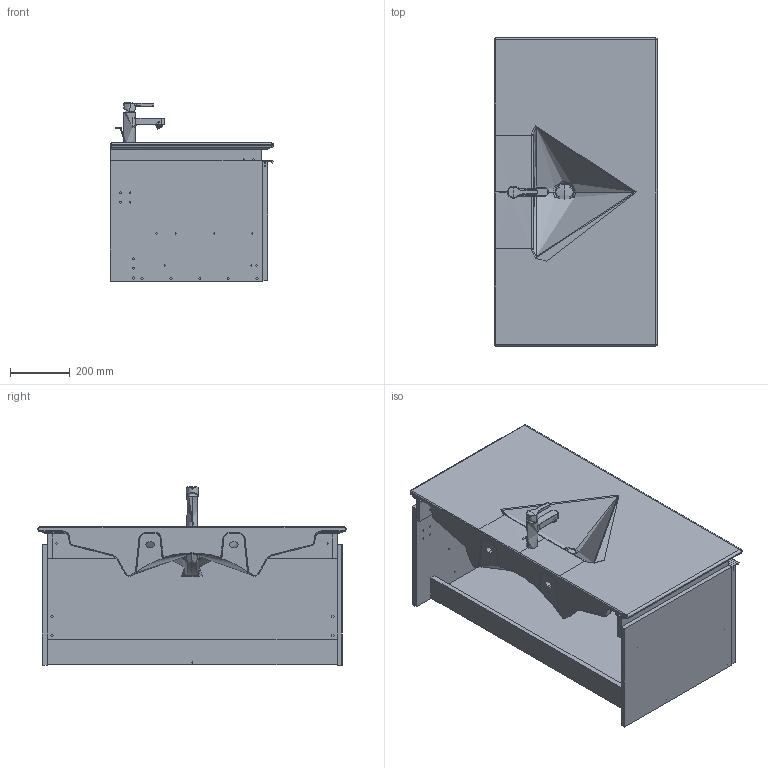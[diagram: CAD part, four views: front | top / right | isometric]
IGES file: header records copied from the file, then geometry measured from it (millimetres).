
Global section: file name: No Iges File Name specified; native system: Autodesk Inventor 2011; preprocessor: AutoDesk Inventor Iges Exporter R2011; author: Administrator; date: 20110518.172544; units: millimetre
Bounding box: 545.15 x 1030.02 x 595 mm (x, y, z)
Volume: 41511117.2 mm3
Topology: 15 solids, 15 shells, 1110 faces, 4628 edges, 4042 vertices
Faces by surface type: plane 519, revolution 351, bspline 168, cylinder 42, cone 13, torus 12, sphere 5
